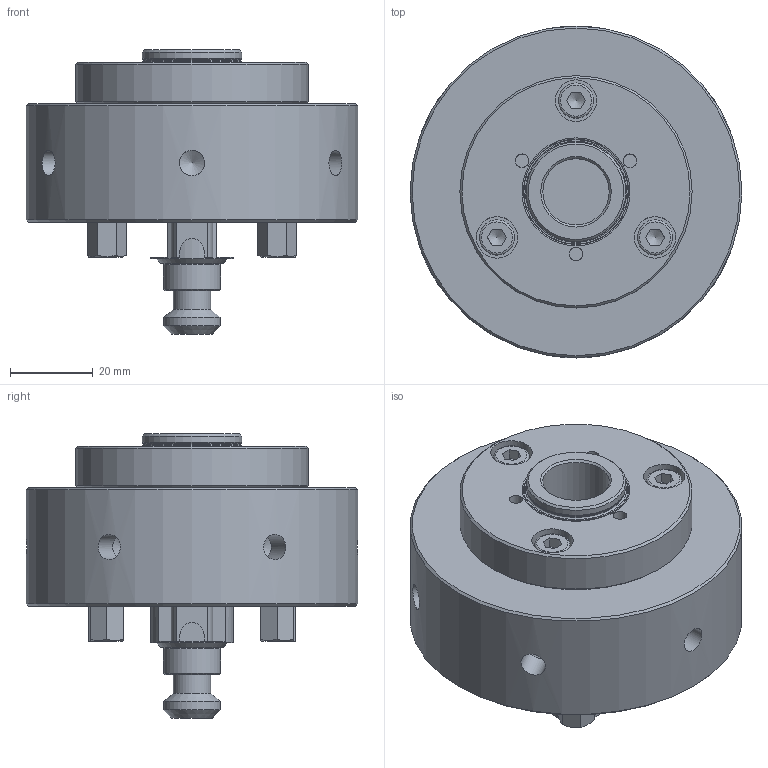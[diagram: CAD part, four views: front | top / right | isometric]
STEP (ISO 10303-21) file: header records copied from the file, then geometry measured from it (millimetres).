
FILE_DESCRIPTION(/* description */ ('Grundkörper PrisFIX5000'),/* implementation_level */ '2;1');
FILE_NAME(/* name */ 'DBF100_98-03 Aufnahme Hirschmann PrisFIX5000.iam.stp',/* time_stamp */ '2022-01-27T15:16:24+01:00',/* author */ ('D. Pustolla'),/* organization */ (''),/* preprocessor_version */ 'ST-DEVELOPER v15.2',/* originating_system */ 'Autodesk Inventor 2014',/* authorisation */ '');
FILE_SCHEMA (('AUTOMOTIVE_DESIGN { 1 0 10303 214 3 1 1 }'));
Length unit declared in the file: millimetre
Products named in the file (9): DBFxx_98-03-10 Grundkörper PrisFIX5000; HPF5000-11 Aufnahme; HPF5000-10 Sechskant; H5.611R Spannzapfen; H5.611.1R Zentrierhülse; DBFxx_98-03-00 Aufnahme Hirschmann PrisFIX5000; DBF100_98-15 Adapter Nullpunktspannsystem; ISO 4762 - M5 x 16DIN EN ISO; DBF100_98-03 Aufnahme Hirschmann PrisFIX5000
Bounding box: 80 x 80 x 68.5 mm (x, y, z)
Volume: 169110.3 mm3; surface area: 37281.7 mm2
Topology: 15 solids, 15 shells, 259 faces, 580 edges, 369 vertices
Faces by surface type: plane 124, cylinder 71, cone 55, torus 9
Full cylindrical faces by diameter (mm): 2.5 x1, 3 x1, 3.242 x3, 4.134 x11, 4.75 x1, 4.9 x4, 4.95 x4, 5 x7, 5.5 x3, 6.1 x6, 8.5 x3, 9 x1, 10 x3, 10.647 x1, 11.35 x1, 11.4 x1, 13.75 x2, 16 x1, 20 x1, 23.6 x1, 24 x1, 56 x1, 80 x1
Entity records: 4211 total; most frequent: CARTESIAN_POINT 915, DIRECTION 698, ORIENTED_EDGE 464, AXIS2_PLACEMENT_3D 315, EDGE_LOOP 284, EDGE_CURVE 232, VERTEX_POINT 196, ADVANCED_FACE 157
